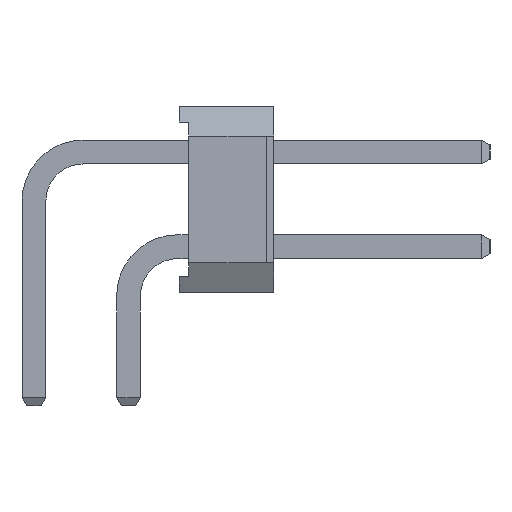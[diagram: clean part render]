
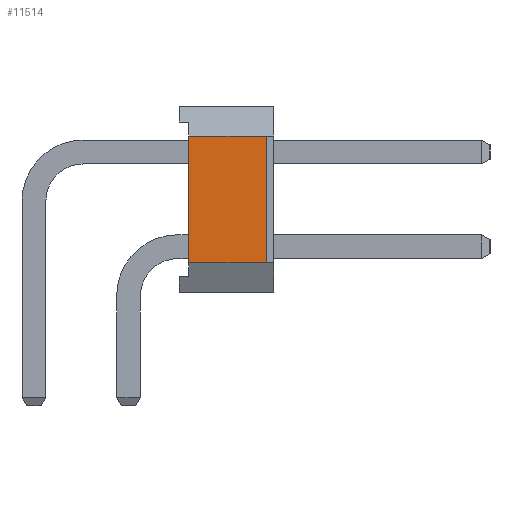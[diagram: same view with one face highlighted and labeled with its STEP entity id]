
A CAD part, left-side view. The second image highlights one B-rep face of the part: STEP entity #11514.
In plain terms, the highlighted planar face has unit normal (-1, 0, 0).
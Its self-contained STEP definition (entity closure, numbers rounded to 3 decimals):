
#694=FACE_OUTER_BOUND('',#1356,.T.);
#1356=EDGE_LOOP('',(#7906,#7907,#7908,#7909));
#2006=LINE('',#15911,#3526);
#2124=LINE('',#16169,#3644);
#2139=LINE('',#16195,#3659);
#2140=LINE('',#16197,#3660);
#3526=VECTOR('',#12899,3.4);
#3644=VECTOR('',#13133,3.4);
#3659=VECTOR('',#13158,2.09);
#3660=VECTOR('',#13161,2.09);
#5045=VERTEX_POINT('',#15908);
#5046=VERTEX_POINT('',#15910);
#5127=VERTEX_POINT('',#16167);
#5128=VERTEX_POINT('',#16168);
#6046=EDGE_CURVE('',#5046,#5045,#2006,.T.);
#6172=EDGE_CURVE('',#5127,#5128,#2124,.T.);
#6187=EDGE_CURVE('',#5045,#5128,#2139,.T.);
#6188=EDGE_CURVE('',#5046,#5127,#2140,.T.);
#7906=ORIENTED_EDGE('',*,*,#6046,.T.);
#7907=ORIENTED_EDGE('',*,*,#6187,.T.);
#7908=ORIENTED_EDGE('',*,*,#6172,.F.);
#7909=ORIENTED_EDGE('',*,*,#6188,.F.);
#10890=PLANE('',#12206);
#11514=ADVANCED_FACE('',(#694),#10890,.T.);
#12206=AXIS2_PLACEMENT_3D('',#16196,#13159,#13160);
#12899=DIRECTION('',(0.,0.,-1.));
#13133=DIRECTION('',(0.,0.,-1.));
#13158=DIRECTION('',(0.,-1.,0.));
#13159=DIRECTION('center_axis',(-1.,0.,0.));
#13160=DIRECTION('ref_axis',(0.,0.,-1.));
#13161=DIRECTION('',(0.,-1.,0.));
#15908=CARTESIAN_POINT('',(-1.27,-0.25,-1.7));
#15910=CARTESIAN_POINT('',(-1.27,-0.25,1.7));
#15911=CARTESIAN_POINT('',(-1.27,-0.25,1.7));
#16167=CARTESIAN_POINT('',(-1.27,-2.34,1.7));
#16168=CARTESIAN_POINT('',(-1.27,-2.34,-1.7));
#16169=CARTESIAN_POINT('',(-1.27,-2.34,1.7));
#16195=CARTESIAN_POINT('',(-1.27,-0.25,-1.7));
#16196=CARTESIAN_POINT('Origin',(-1.27,0.,1.7));
#16197=CARTESIAN_POINT('',(-1.27,-0.25,1.7));
